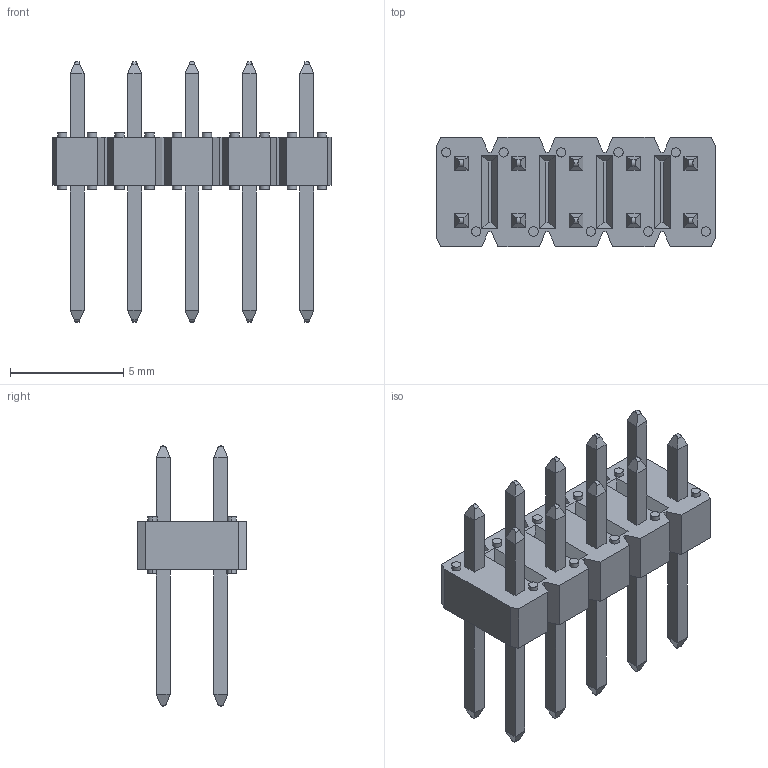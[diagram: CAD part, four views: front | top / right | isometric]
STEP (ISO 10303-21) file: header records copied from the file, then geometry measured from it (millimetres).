
FILE_DESCRIPTION((''),'2;1');
FILE_NAME('77313_Y18_10_ASM','2006-11-30T',('lmulin'),('FCI - CDC Division'),'PRO/ENGINEER BY PARAMETRIC TECHNOLOGY CORPORATION, 2004490','PRO/ENGINEER BY PARAMETRIC TECHNOLOGY CORPORATION, 2004490','');
FILE_SCHEMA(('CONFIG_CONTROL_DESIGN'));
Length unit declared in the file: millimetre
Products named in the file (3): 98470-010; 77310_Y16; 77313_Y18_10_ASM
Assembly tree (11 placements, depth 2):
  77313_Y18_10_ASM
    98470-010
    77310_Y16  x10
Bounding box: 12.3 x 4.83 x 11.5 mm (x, y, z)
Volume: 150.8 mm3; surface area: 541.2 mm2
Topology: 11 solids, 11 shells, 322 faces, 736 edges, 464 vertices
Faces by surface type: plane 262, cylinder 60
Entity records: 5987 total; most frequent: CARTESIAN_POINT 1060, DIRECTION 980, ORIENTED_EDGE 968, EDGE_CURVE 484, VECTOR 400, LINE 400, VERTEX_POINT 320, AXIS2_PLACEMENT_3D 290
